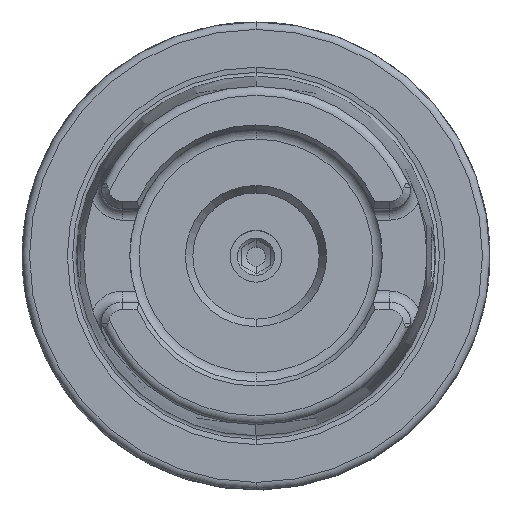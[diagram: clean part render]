
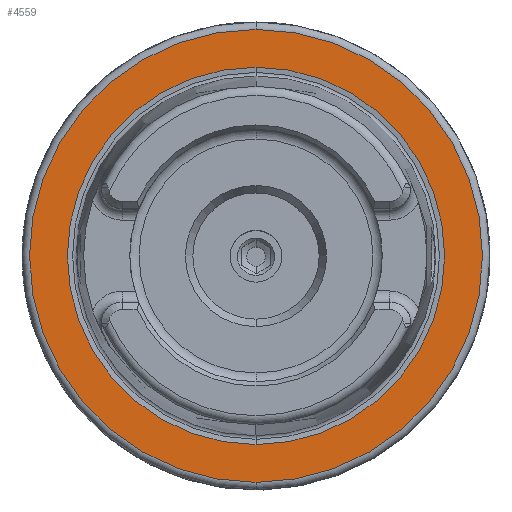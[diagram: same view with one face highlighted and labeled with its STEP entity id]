
A CAD part, top view. The second image highlights one B-rep face of the part: STEP entity #4559.
In plain terms, the highlighted planar face has unit normal (0, 0, 1).
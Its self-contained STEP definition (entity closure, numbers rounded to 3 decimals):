
#1274=CARTESIAN_POINT('',(0,0,26));
#1275=DIRECTION('',(0,0,-1));
#1276=DIRECTION('',(0,1,0));
#1277=AXIS2_PLACEMENT_3D('',#1274,#1275,#1276);
#1287=CARTESIAN_POINT('',(0,0,26));
#1288=DIRECTION('',(0,0,1));
#1289=DIRECTION('',(0,1,0));
#1290=AXIS2_PLACEMENT_3D('',#1287,#1288,#1289);
#1292=CARTESIAN_POINT('',(0,0,26));
#1293=DIRECTION('',(0,0,1));
#1294=DIRECTION('',(0,1,0));
#1295=AXIS2_PLACEMENT_3D('',#1292,#1293,#1294);
#1297=CARTESIAN_POINT('',(0,0,26));
#1298=DIRECTION('',(0,0,1));
#1299=DIRECTION('',(0,-1,0));
#1300=AXIS2_PLACEMENT_3D('',#1297,#1298,#1299);
#2764=CARTESIAN_POINT('',(0,25.409,26));
#2766=VERTEX_POINT('',#2764);
#2800=CARTESIAN_POINT('',(0,-25.409,26));
#2802=VERTEX_POINT('',#2800);
#2866=CARTESIAN_POINT('',(0,30.5,26));
#2867=CARTESIAN_POINT('',(0,-30.5,26));
#2868=VERTEX_POINT('',#2866);
#2869=VERTEX_POINT('',#2867);
#4544=CARTESIAN_POINT('',(0,0,26));
#4545=DIRECTION('',(0,0,-1));
#4546=DIRECTION('',(0,-1,0));
#4547=AXIS2_PLACEMENT_3D('',#4544,#4545,#4546);
#4548=PLANE('',#4547);
#4550=ORIENTED_EDGE('',*,*,#4549,.F.);
#4552=ORIENTED_EDGE('',*,*,#4551,.F.);
#4553=EDGE_LOOP('',(#4550,#4552));
#4554=FACE_OUTER_BOUND('',#4553,.F.);
#4555=ORIENTED_EDGE('',*,*,#4539,.T.);
#4556=ORIENTED_EDGE('',*,*,#4523,.F.);
#4557=EDGE_LOOP('',(#4555,#4556));
#4558=FACE_BOUND('',#4557,.F.);
#4559=ADVANCED_FACE('',(#4554,#4558),#4548,.F.);
#1278=CIRCLE('',#1277,25.409);
#1291=CIRCLE('',#1290,25.409);
#1296=CIRCLE('',#1295,30.5);
#1301=CIRCLE('',#1300,30.5);
#4523=EDGE_CURVE('',#2766,#2802,#1278,.T.);
#4539=EDGE_CURVE('',#2766,#2802,#1291,.T.);
#4549=EDGE_CURVE('',#2868,#2869,#1296,.T.);
#4551=EDGE_CURVE('',#2869,#2868,#1301,.T.);
